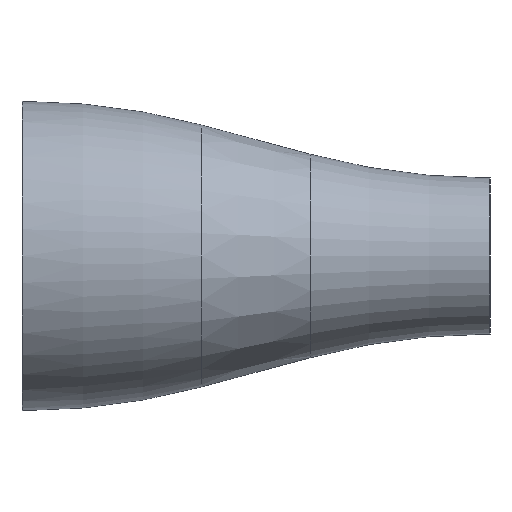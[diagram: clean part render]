
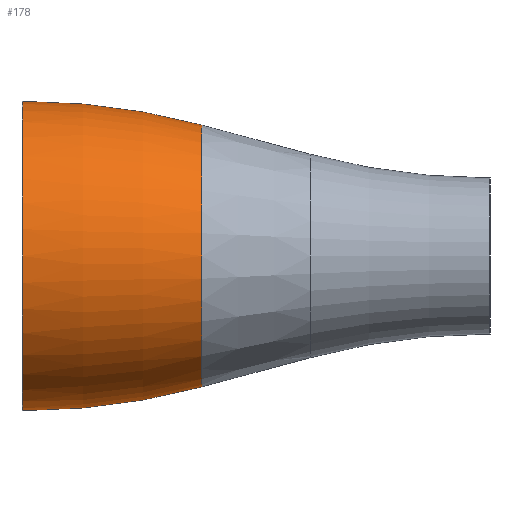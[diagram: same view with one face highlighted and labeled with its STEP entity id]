
A CAD part, front view. The second image highlights one B-rep face of the part: STEP entity #178.
In plain terms, the highlighted toroidal (fillet/blend) face has major radius 58.15 mm and minor radius 75 mm.
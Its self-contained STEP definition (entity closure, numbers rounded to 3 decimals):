
#27 = CARTESIAN_POINT ( 'NONE',  ( -25.424, 0., 0. ) ) ;
#39 = AXIS2_PLACEMENT_3D ( 'NONE', #175, #182, #331 ) ;
#49 = VERTEX_POINT ( 'NONE', #622 ) ;
#82 = EDGE_CURVE ( 'NONE', #210, #443, #405, .T. ) ;
#88 = VERTEX_POINT ( 'NONE', #375 ) ;
#93 = EDGE_CURVE ( 'NONE', #443, #49, #185, .T. ) ;
#102 = DIRECTION ( 'NONE',  ( 0., -1., 0. ) ) ;
#151 = AXIS2_PLACEMENT_3D ( 'NONE', #592, #237, #289 ) ;
#175 = CARTESIAN_POINT ( 'NONE',  ( -25.424, 0., 58.15 ) ) ;
#178 = ADVANCED_FACE ( 'NONE', ( #274 ), #204, .T. ) ;
#182 = DIRECTION ( 'NONE',  ( 0., 1., 0. ) ) ;
#185 = CIRCLE ( 'NONE', #265, 16.85 ) ;
#204 = TOROIDAL_SURFACE ( 'NONE', #595, -58.15, 75. ) ;
#210 = VERTEX_POINT ( 'NONE', #582 ) ;
#223 = CARTESIAN_POINT ( 'NONE',  ( -25.424, 0., 0. ) ) ;
#237 = DIRECTION ( 'NONE',  ( -1., 0., 0. ) ) ;
#257 = DIRECTION ( 'NONE',  ( 0., 0., -1. ) ) ;
#265 = AXIS2_PLACEMENT_3D ( 'NONE', #27, #339, #278 ) ;
#274 = FACE_OUTER_BOUND ( 'NONE', #607, .T. ) ;
#276 = AXIS2_PLACEMENT_3D ( 'NONE', #315, #102, #257 ) ;
#278 = DIRECTION ( 'NONE',  ( 0., 0., 1. ) ) ;
#289 = DIRECTION ( 'NONE',  ( 0., 0., 1. ) ) ;
#300 = EDGE_CURVE ( 'NONE', #210, #88, #425, .T. ) ;
#314 = ORIENTED_EDGE ( 'NONE', *, *, #300, .T. ) ;
#315 = CARTESIAN_POINT ( 'NONE',  ( -25.424, 0., -58.15 ) ) ;
#331 = DIRECTION ( 'NONE',  ( 0., 0., 1. ) ) ;
#339 = DIRECTION ( 'NONE',  ( -1., 0., 0. ) ) ;
#375 = CARTESIAN_POINT ( 'NONE',  ( -5.918, 0., 14.269 ) ) ;
#388 = EDGE_CURVE ( 'NONE', #88, #49, #563, .T. ) ;
#405 = CIRCLE ( 'NONE', #39, 75. ) ;
#414 = ORIENTED_EDGE ( 'NONE', *, *, #82, .F. ) ;
#424 = DIRECTION ( 'NONE',  ( -1., 0., 0. ) ) ;
#425 = CIRCLE ( 'NONE', #151, 14.269 ) ;
#443 = VERTEX_POINT ( 'NONE', #618 ) ;
#453 = ORIENTED_EDGE ( 'NONE', *, *, #388, .T. ) ;
#563 = CIRCLE ( 'NONE', #276, 75. ) ;
#570 = ORIENTED_EDGE ( 'NONE', *, *, #93, .F. ) ;
#582 = CARTESIAN_POINT ( 'NONE',  ( -5.918, 0., -14.269 ) ) ;
#587 = DIRECTION ( 'NONE',  ( 0., 0., 1. ) ) ;
#592 = CARTESIAN_POINT ( 'NONE',  ( -5.918, 0., 0. ) ) ;
#595 = AXIS2_PLACEMENT_3D ( 'NONE', #223, #424, #587 ) ;
#607 = EDGE_LOOP ( 'NONE', ( #414, #314, #453, #570 ) ) ;
#618 = CARTESIAN_POINT ( 'NONE',  ( -25.424, 0., -16.85 ) ) ;
#622 = CARTESIAN_POINT ( 'NONE',  ( -25.424, 0., 16.85 ) ) ;
